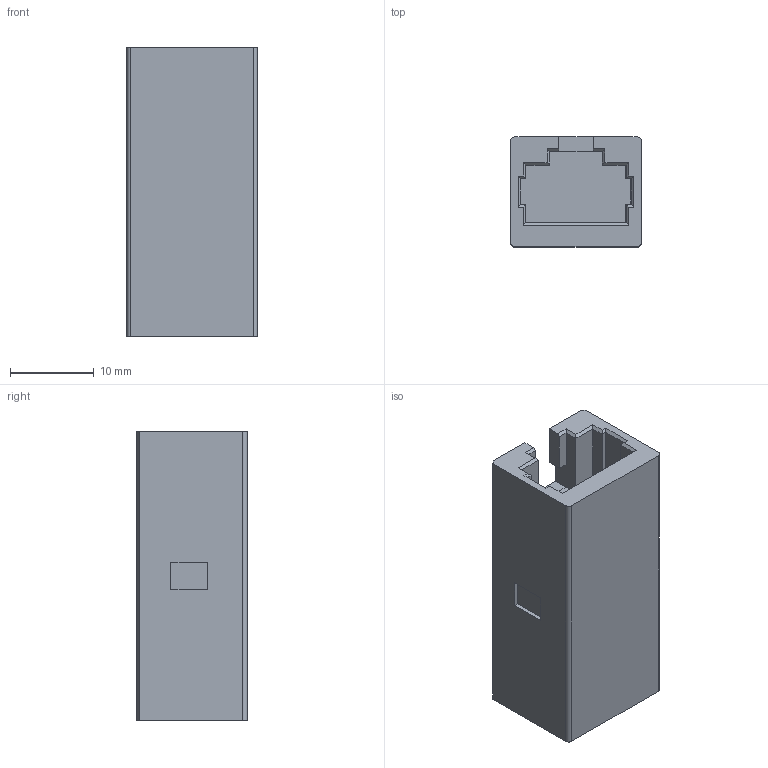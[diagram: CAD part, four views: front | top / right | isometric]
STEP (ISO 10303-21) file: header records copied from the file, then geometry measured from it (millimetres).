
FILE_DESCRIPTION(/* description */ (''),/* implementation_level */ '2;1');
FILE_NAME(/* name */ '100527719ugm000_a.stp',/* time_stamp */ '2013-01-29T09:22:21+01:00',/* author */ (''),/* organization */ (''),/* preprocessor_version */ 'ST-DEVELOPER v11',/* originating_system */ 'SIEMENS PLM Software NX 7.5',/* authorisation */ '');
FILE_SCHEMA (('AUTOMOTIVE_DESIGN { 1 0 10303 214 1 1 1 1 }'));
Length unit declared in the file: millimetre
Products named in the file (1): 100527719ugm000_a
Bounding box: 15.6 x 13.15 x 34.4 mm (x, y, z)
Volume: 5297.2 mm3; surface area: 3439.3 mm2
Topology: 1 solids, 3 shells, 144 faces, 432 edges, 419 vertices
Faces by surface type: plane 142, cylinder 2
Entity records: 5113 total; most frequent: CARTESIAN_POINT 864, ORIENTED_EDGE 732, DIRECTION 726, LINE 428, VECTOR 428, EDGE_CURVE 366, VERTEX_POINT 230, AXIS2_PLACEMENT_3D 149
